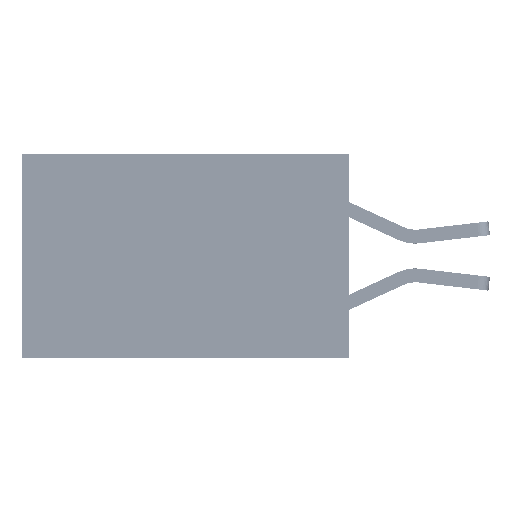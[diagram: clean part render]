
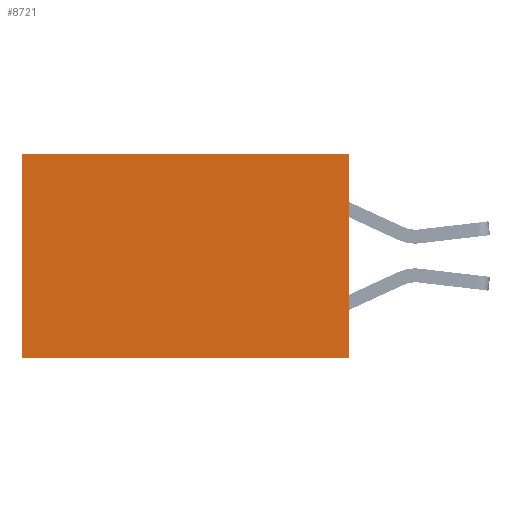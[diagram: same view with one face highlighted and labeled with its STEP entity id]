
A CAD part, left-side view. The second image highlights one B-rep face of the part: STEP entity #8721.
In plain terms, the highlighted planar face has unit normal (-1, 0, 0).
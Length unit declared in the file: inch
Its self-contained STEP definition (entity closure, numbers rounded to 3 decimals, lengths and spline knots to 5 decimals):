
#1250 = EDGE_CURVE ( 'NONE', #27400, #17628, #14125, .T. ) ;
#1441 = ORIENTED_EDGE ( 'NONE', *, *, #8258, .F. ) ;
#1617 = DIRECTION ( 'NONE',  ( 0., 0., -1. ) ) ;
#2501 = DIRECTION ( 'NONE',  ( 1., 0., 0. ) ) ;
#2818 = EDGE_CURVE ( 'NONE', #24240, #17628, #15994, .T. ) ;
#3426 = ORIENTED_EDGE ( 'NONE', *, *, #2818, .F. ) ;
#6137 = CARTESIAN_POINT ( 'NONE',  ( 0.277, 0., 0. ) ) ;
#7576 = PLANE ( 'NONE',  #9902 ) ;
#8258 = EDGE_CURVE ( 'NONE', #10346, #24240, #27691, .T. ) ;
#8721 = ADVANCED_FACE ( 'NONE', ( #14074 ), #7576, .F. ) ;
#9273 = VECTOR ( 'NONE', #13585, 39.37008 ) ;
#9902 = AXIS2_PLACEMENT_3D ( 'NONE', #33005, #2501, #20300 ) ;
#10346 = VERTEX_POINT ( 'NONE', #6137 ) ;
#13585 = DIRECTION ( 'NONE',  ( 0., 1., 0. ) ) ;
#13970 = CARTESIAN_POINT ( 'NONE',  ( 0.277, 0.59, -0.37 ) ) ;
#14074 = FACE_OUTER_BOUND ( 'NONE', #25580, .T. ) ;
#14125 = LINE ( 'NONE', #13970, #26892 ) ;
#15994 = LINE ( 'NONE', #26032, #9273 ) ;
#17285 = CARTESIAN_POINT ( 'NONE',  ( 0.277, 0., -0.37 ) ) ;
#17628 = VERTEX_POINT ( 'NONE', #22437 ) ;
#20300 = DIRECTION ( 'NONE',  ( 0., 0., -1. ) ) ;
#20830 = VECTOR ( 'NONE', #21108, 39.37008 ) ;
#21108 = DIRECTION ( 'NONE',  ( 0., 0., -1. ) ) ;
#21529 = ORIENTED_EDGE ( 'NONE', *, *, #1250, .T. ) ;
#21545 = VECTOR ( 'NONE', #22108, 39.37008 ) ;
#22108 = DIRECTION ( 'NONE',  ( 0., 1., 0. ) ) ;
#22437 = CARTESIAN_POINT ( 'NONE',  ( 0.277, 0.59, -0.37 ) ) ;
#24240 = VERTEX_POINT ( 'NONE', #17285 ) ;
#25280 = CARTESIAN_POINT ( 'NONE',  ( 0.277, 0.59, 0. ) ) ;
#25580 = EDGE_LOOP ( 'NONE', ( #21529, #3426, #1441, #31753 ) ) ;
#26032 = CARTESIAN_POINT ( 'NONE',  ( 0.277, 0., -0.37 ) ) ;
#26892 = VECTOR ( 'NONE', #1617, 39.37008 ) ;
#27232 = EDGE_CURVE ( 'NONE', #10346, #27400, #28437, .T. ) ;
#27400 = VERTEX_POINT ( 'NONE', #25280 ) ;
#27691 = LINE ( 'NONE', #31358, #20830 ) ;
#28437 = LINE ( 'NONE', #32372, #21545 ) ;
#31358 = CARTESIAN_POINT ( 'NONE',  ( 0.277, 0., -0.37 ) ) ;
#31753 = ORIENTED_EDGE ( 'NONE', *, *, #27232, .T. ) ;
#32372 = CARTESIAN_POINT ( 'NONE',  ( 0.277, 0., 0. ) ) ;
#33005 = CARTESIAN_POINT ( 'NONE',  ( 0.277, 0., -0.37 ) ) ;
